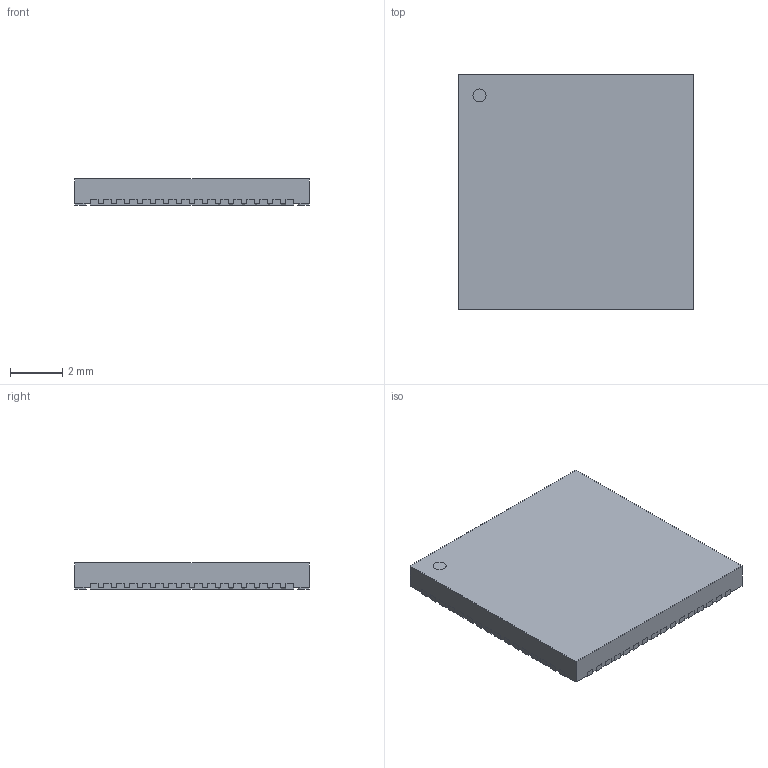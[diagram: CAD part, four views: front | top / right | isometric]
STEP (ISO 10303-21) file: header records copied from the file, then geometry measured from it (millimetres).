
FILE_DESCRIPTION((''),'2;1');
FILE_NAME('QFN50P900X900X100-65N-S445.stp','2014-11-11T17:25:00',(''),(''),'Mechanical Desktop 2011','Mechanical Desktop 2011',', , ');
FILE_SCHEMA(('AUTOMOTIVE_DESIGN { 1 2 10303 214 1 1 1 1 }'));
Length unit declared in the file: millimetre
Products named in the file (1): Product
Bounding box: 9 x 9 x 1 mm (x, y, z)
Volume: 78.9 mm3; surface area: 311.1 mm2
Topology: 131 solids, 131 shells, 1115 faces, 2556 edges, 1704 vertices
Faces by surface type: bspline 557, plane 490, cylinder 68
Entity records: 31775 total; most frequent: CARTESIAN_POINT 7943, ORIENTED_EDGE 5112, DIRECTION 3938, EDGE_CURVE 2556, VECTOR 2292, LINE 2292, VERTEX_POINT 1704, EDGE_LOOP 1116
